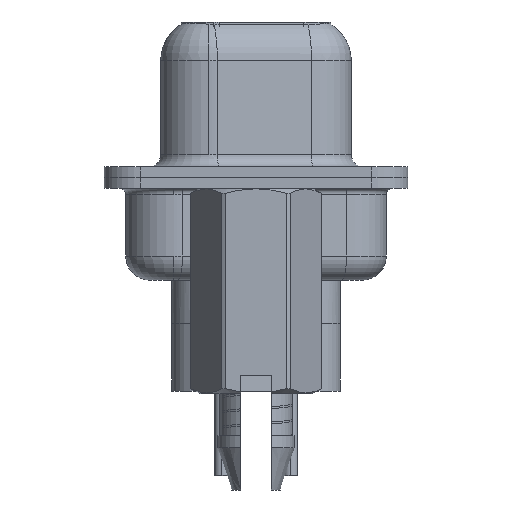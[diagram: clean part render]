
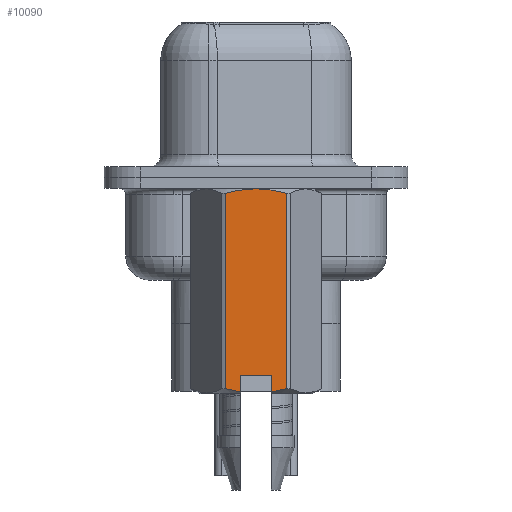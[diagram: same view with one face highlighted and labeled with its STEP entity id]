
A CAD part, left-side view. The second image highlights one B-rep face of the part: STEP entity #10090.
In plain terms, the highlighted planar face has unit normal (-1, 0, 0).
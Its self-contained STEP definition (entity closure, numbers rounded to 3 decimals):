
#167 = ORIENTED_EDGE ( 'NONE', *, *, #31379, .F. ) ;
#200 = DIRECTION ( 'NONE',  ( 0., 0., -1. ) ) ;
#336 = CARTESIAN_POINT ( 'NONE',  ( -2.381, 0.625, -8.885 ) ) ;
#1496 = CARTESIAN_POINT ( 'NONE',  ( -2.381, 0.625, -8.885 ) ) ;
#1937 = CARTESIAN_POINT ( 'NONE',  ( -2.381, 1.273, -0.652 ) ) ;
#2159 = ORIENTED_EDGE ( 'NONE', *, *, #5738, .T. ) ;
#2370 = EDGE_CURVE ( 'NONE', #35807, #34994, #26847, .T. ) ;
#2864 = VECTOR ( 'NONE', #27465, 1000. ) ;
#3371 = CARTESIAN_POINT ( 'NONE',  ( -2.381, 1.273, -0.652 ) ) ;
#3761 = CARTESIAN_POINT ( 'NONE',  ( -2.381, 1.273, 0.581 ) ) ;
#3792 = VECTOR ( 'NONE', #20636, 1000. ) ;
#4955 = LINE ( 'NONE', #17123, #12254 ) ;
#5143 = FACE_OUTER_BOUND ( 'NONE', #30567, .T. ) ;
#5327 = VERTEX_POINT ( 'NONE', #1937 ) ;
#5738 = EDGE_CURVE ( 'NONE', #5327, #14915, #6346, .T. ) ;
#6346 = LINE ( 'NONE', #3761, #2864 ) ;
#6549 = CARTESIAN_POINT ( 'NONE',  ( -2.381, 0.858, -0.55 ) ) ;
#6771 = ORIENTED_EDGE ( 'NONE', *, *, #32808, .T. ) ;
#7400 = CARTESIAN_POINT ( 'NONE',  ( -2.381, -0.842, -8.854 ) ) ;
#7797 = CARTESIAN_POINT ( 'NONE',  ( -2.381, -0.625, -8.885 ) ) ;
#8027 = VERTEX_POINT ( 'NONE', #1496 ) ;
#8069 = CARTESIAN_POINT ( 'NONE',  ( -2.381, -1.065, -0.596 ) ) ;
#8261 = CARTESIAN_POINT ( 'NONE',  ( -2.381, 0., -0.468 ) ) ;
#8276 = LINE ( 'NONE', #25810, #3792 ) ;
#9415 = B_SPLINE_CURVE_WITH_KNOTS ( 'NONE', 3,
 ( #18090, #27236, #28218, #336 ),
 .UNSPECIFIED., .F., .F.,
 ( 4, 4 ),
 ( 0.001, 0.002 ),
 .UNSPECIFIED. ) ;
#10090 = ADVANCED_FACE ( 'NONE', ( #5143 ), #13716, .T. ) ;
#10397 = CARTESIAN_POINT ( 'NONE',  ( -2.381, -1.06, -8.806 ) ) ;
#11321 = DIRECTION ( 'NONE',  ( 0., 0., 1. ) ) ;
#12254 = VECTOR ( 'NONE', #35043, 1000. ) ;
#12996 = CARTESIAN_POINT ( 'NONE',  ( -2.381, -1.273, 0.581 ) ) ;
#13619 = EDGE_CURVE ( 'NONE', #18745, #8027, #8276, .T. ) ;
#13654 = CARTESIAN_POINT ( 'NONE',  ( -2.381, -0.625, -8.2 ) ) ;
#13716 = PLANE ( 'NONE',  #15684 ) ;
#14915 = VERTEX_POINT ( 'NONE', #38666 ) ;
#15090 = VECTOR ( 'NONE', #200, 1000. ) ;
#15684 = AXIS2_PLACEMENT_3D ( 'NONE', #23460, #17306, #11321 ) ;
#16398 = ORIENTED_EDGE ( 'NONE', *, *, #2370, .T. ) ;
#16572 = CARTESIAN_POINT ( 'NONE',  ( -2.381, -1.273, -8.748 ) ) ;
#17123 = CARTESIAN_POINT ( 'NONE',  ( -2.381, -0.625, -8.2 ) ) ;
#17306 = DIRECTION ( 'NONE',  ( -1., 0., 0. ) ) ;
#17548 = CARTESIAN_POINT ( 'NONE',  ( -2.381, -1.273, -0.652 ) ) ;
#18090 = CARTESIAN_POINT ( 'NONE',  ( -2.381, 1.273, -8.748 ) ) ;
#18745 = VERTEX_POINT ( 'NONE', #26717 ) ;
#18773 = LINE ( 'NONE', #12996, #37128 ) ;
#18796 = CARTESIAN_POINT ( 'NONE',  ( -2.381, -0.625, -8.885 ) ) ;
#18920 = EDGE_CURVE ( 'NONE', #28039, #35807, #33094, .T. ) ;
#19013 = ORIENTED_EDGE ( 'NONE', *, *, #35487, .T. ) ;
#20616 = CARTESIAN_POINT ( 'NONE',  ( -2.381, -0.853, -0.549 ) ) ;
#20636 = DIRECTION ( 'NONE',  ( 0., 0., -1. ) ) ;
#21490 = CARTESIAN_POINT ( 'NONE',  ( -2.381, 0., -0.468 ) ) ;
#21817 = CARTESIAN_POINT ( 'NONE',  ( -2.381, -1.273, -8.748 ) ) ;
#23460 = CARTESIAN_POINT ( 'NONE',  ( -2.381, -1.375, 7.399 ) ) ;
#24365 = ORIENTED_EDGE ( 'NONE', *, *, #30607, .T. ) ;
#25124 = DIRECTION ( 'NONE',  ( 0., 0., 1. ) ) ;
#25810 = CARTESIAN_POINT ( 'NONE',  ( -2.381, 0.625, -8.2 ) ) ;
#26717 = CARTESIAN_POINT ( 'NONE',  ( -2.381, 0.625, -8.2 ) ) ;
#26847 = B_SPLINE_CURVE_WITH_KNOTS ( 'NONE', 3,
 ( #7797, #7400, #10397, #16572 ),
 .UNSPECIFIED., .F., .F.,
 ( 4, 4 ),
 ( 0.003, 0.004 ),
 .UNSPECIFIED. ) ;
#27236 = CARTESIAN_POINT ( 'NONE',  ( -2.381, 1.06, -8.806 ) ) ;
#27465 = DIRECTION ( 'NONE',  ( 0., 0., -1. ) ) ;
#27859 = CARTESIAN_POINT ( 'NONE',  ( -2.381, 0.215, -0.468 ) ) ;
#28039 = VERTEX_POINT ( 'NONE', #13654 ) ;
#28218 = CARTESIAN_POINT ( 'NONE',  ( -2.381, 0.845, -8.853 ) ) ;
#29237 = ORIENTED_EDGE ( 'NONE', *, *, #13619, .F. ) ;
#29400 = EDGE_CURVE ( 'NONE', #38594, #5327, #33282, .T. ) ;
#29736 = VERTEX_POINT ( 'NONE', #17548 ) ;
#30567 = EDGE_LOOP ( 'NONE', ( #29237, #167, #30594, #16398, #6771, #19013, #37709, #2159, #24365 ) ) ;
#30594 = ORIENTED_EDGE ( 'NONE', *, *, #18920, .T. ) ;
#30607 = EDGE_CURVE ( 'NONE', #14915, #8027, #9415, .T. ) ;
#30659 = CARTESIAN_POINT ( 'NONE',  ( -2.381, 1.066, -0.596 ) ) ;
#30855 = CARTESIAN_POINT ( 'NONE',  ( -2.381, 0.432, -0.485 ) ) ;
#31379 = EDGE_CURVE ( 'NONE', #28039, #18745, #4955, .T. ) ;
#31984 = CARTESIAN_POINT ( 'NONE',  ( -2.381, -0.215, -0.468 ) ) ;
#32768 = CARTESIAN_POINT ( 'NONE',  ( -2.381, -0.428, -0.485 ) ) ;
#32808 = EDGE_CURVE ( 'NONE', #34994, #29736, #18773, .T. ) ;
#33094 = LINE ( 'NONE', #33476, #15090 ) ;
#33282 = B_SPLINE_CURVE_WITH_KNOTS ( 'NONE', 3,
 ( #21490, #27859, #30855, #6549, #30659, #3371 ),
 .UNSPECIFIED., .F., .F.,
 ( 4, 2, 4 ),
 ( 0.004, 0.004, 0.005 ),
 .UNSPECIFIED. ) ;
#33476 = CARTESIAN_POINT ( 'NONE',  ( -2.381, -0.625, -8.2 ) ) ;
#34994 = VERTEX_POINT ( 'NONE', #21817 ) ;
#35043 = DIRECTION ( 'NONE',  ( 0., 1., 0. ) ) ;
#35487 = EDGE_CURVE ( 'NONE', #29736, #38594, #36975, .T. ) ;
#35807 = VERTEX_POINT ( 'NONE', #18796 ) ;
#36169 = CARTESIAN_POINT ( 'NONE',  ( -2.381, 0., -0.468 ) ) ;
#36975 = B_SPLINE_CURVE_WITH_KNOTS ( 'NONE', 3,
 ( #38734, #8069, #20616, #32768, #31984, #8261 ),
 .UNSPECIFIED., .F., .F.,
 ( 4, 2, 4 ),
 ( 0.003, 0.003, 0.004 ),
 .UNSPECIFIED. ) ;
#37128 = VECTOR ( 'NONE', #25124, 1000. ) ;
#37709 = ORIENTED_EDGE ( 'NONE', *, *, #29400, .T. ) ;
#38594 = VERTEX_POINT ( 'NONE', #36169 ) ;
#38666 = CARTESIAN_POINT ( 'NONE',  ( -2.381, 1.273, -8.748 ) ) ;
#38734 = CARTESIAN_POINT ( 'NONE',  ( -2.381, -1.273, -0.652 ) ) ;
